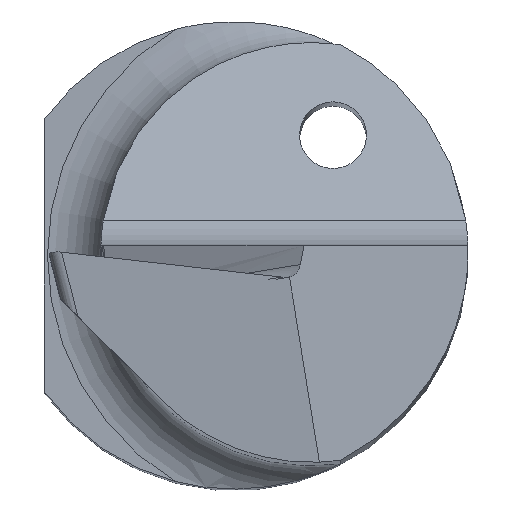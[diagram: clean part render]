
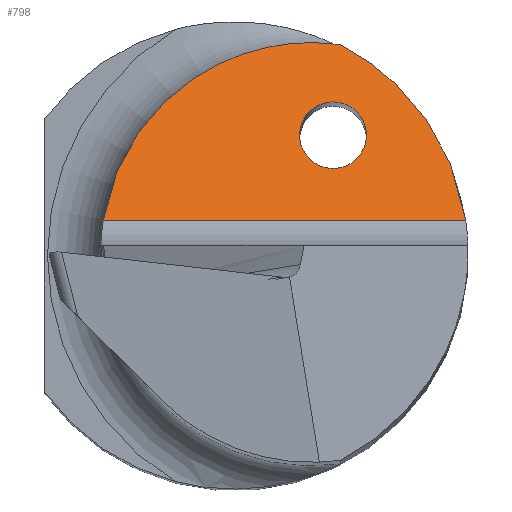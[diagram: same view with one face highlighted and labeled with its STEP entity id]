
A CAD part, top view. The second image highlights one B-rep face of the part: STEP entity #798.
In plain terms, the highlighted planar face has unit normal (0, 0.766, 0.643).
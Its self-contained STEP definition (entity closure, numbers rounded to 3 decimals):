
#14 = CARTESIAN_POINT ( 'NONE',  ( 0.478, 1.262, 38.213 ) ) ;
#19 = CARTESIAN_POINT ( 'NONE',  ( -1.964, 0.474, 39.152 ) ) ;
#26 = CARTESIAN_POINT ( 'NONE',  ( 2.478, 2.262, 37.021 ) ) ;
#28 = EDGE_LOOP ( 'NONE', ( #256 ) ) ;
#30 = CARTESIAN_POINT ( 'NONE',  ( 2.478, 1.262, 38.213 ) ) ;
#46 = EDGE_CURVE ( 'NONE', #743, #100, #559, .T. ) ;
#75 = CARTESIAN_POINT ( 'NONE',  ( -1.689, 2.281, 36.998 ) ) ;
#79 = CARTESIAN_POINT ( 'NONE',  ( 1.587, 3.12, 35.999 ) ) ;
#82 = CARTESIAN_POINT ( 'NONE',  ( 3.5, 0.474, 39.152 ) ) ;
#98 = DIRECTION ( 'NONE',  ( 0., 0.643, -0.766 ) ) ;
#100 = VERTEX_POINT ( 'NONE', #208 ) ;
#194 = CARTESIAN_POINT ( 'NONE',  ( -1.964, 0.474, 39.152 ) ) ;
#208 = CARTESIAN_POINT ( 'NONE',  ( 1.587, 3.12, 35.999 ) ) ;
#221 = VECTOR ( 'NONE', #302, 1000. ) ;
#256 = ORIENTED_EDGE ( 'NONE', *, *, #818, .T. ) ;
#262 = CARTESIAN_POINT ( 'NONE',  ( 3.309, 1.634, 37.769 ) ) ;
#289 = CARTESIAN_POINT ( 'NONE',  ( 0.478, 2.262, 37.021 ) ) ;
#294 = LINE ( 'NONE', #777, #221 ) ;
#302 = DIRECTION ( 'NONE',  ( -1., 0., 0. ) ) ;
#304 = ORIENTED_EDGE ( 'NONE', *, *, #46, .T. ) ;
#327 = CARTESIAN_POINT ( 'NONE',  ( 1.478, 2.262, 37.021 ) ) ;
#334 = CARTESIAN_POINT ( 'NONE',  ( 1.587, 3.12, 35.999 ) ) ;
#361 = CARTESIAN_POINT ( 'NONE',  ( 1.478, 2.262, 37.021 ) ) ;
#369 = EDGE_LOOP ( 'NONE', ( #525, #304, #519 ) ) ;
#374 = CARTESIAN_POINT ( 'NONE',  ( 3.468, 0.474, 39.152 ) ) ;
#389 =( BOUNDED_CURVE ( )  B_SPLINE_CURVE ( 3, ( #361, #26, #30, #566, #14, #289, #817 ),
 .UNSPECIFIED., .T., .T. ) 
 B_SPLINE_CURVE_WITH_KNOTS ( ( 4, 3, 4 ),
 ( 0., 3.142, 6.283 ),
 .UNSPECIFIED. ) 
 CURVE ( )  GEOMETRIC_REPRESENTATION_ITEM ( )  RATIONAL_B_SPLINE_CURVE ( ( 1., 0.333, 0.333, 1., 0.333, 0.333, 1. ) ) 
 REPRESENTATION_ITEM ( '' )  );
#408 = CARTESIAN_POINT ( 'NONE',  ( -0.223, 3.373, 35.697 ) ) ;
#412 =( BOUNDED_CURVE ( )  B_SPLINE_CURVE ( 3, ( #194, #75, #408, #79 ),
 .UNSPECIFIED., .F., .F. ) 
 B_SPLINE_CURVE_WITH_KNOTS ( ( 4, 4 ),
 ( 4.864, 6.422 ),
 .UNSPECIFIED. ) 
 CURVE ( )  GEOMETRIC_REPRESENTATION_ITEM ( )  RATIONAL_B_SPLINE_CURVE ( ( 1., 0.808, 0.808, 1. ) ) 
 REPRESENTATION_ITEM ( '' )  );
#424 = DIRECTION ( 'NONE',  ( 0., -0.766, -0.643 ) ) ;
#519 = ORIENTED_EDGE ( 'NONE', *, *, #522, .F. ) ;
#522 = EDGE_CURVE ( 'NONE', #719, #100, #412, .T. ) ;
#525 = ORIENTED_EDGE ( 'NONE', *, *, #700, .F. ) ;
#559 =( BOUNDED_CURVE ( )  B_SPLINE_CURVE ( 3, ( #861, #262, #800, #334 ),
 .UNSPECIFIED., .F., .F. ) 
 B_SPLINE_CURVE_WITH_KNOTS ( ( 4, 4 ),
 ( 4.848, 5.813 ),
 .UNSPECIFIED. ) 
 CURVE ( )  GEOMETRIC_REPRESENTATION_ITEM ( )  RATIONAL_B_SPLINE_CURVE ( ( 1., 0.924, 0.924, 1. ) ) 
 REPRESENTATION_ITEM ( '' )  );
#566 = CARTESIAN_POINT ( 'NONE',  ( 1.478, 1.262, 38.213 ) ) ;
#579 = VERTEX_POINT ( 'NONE', #327 ) ;
#630 = FACE_BOUND ( 'NONE', #28, .T. ) ;
#698 = FACE_OUTER_BOUND ( 'NONE', #369, .T. ) ;
#700 = EDGE_CURVE ( 'NONE', #743, #719, #294, .T. ) ;
#719 = VERTEX_POINT ( 'NONE', #19 ) ;
#743 = VERTEX_POINT ( 'NONE', #374 ) ;
#777 = CARTESIAN_POINT ( 'NONE',  ( 3.5, 0.474, 39.152 ) ) ;
#798 = ADVANCED_FACE ( 'NONE', ( #630, #698 ), #831, .F. ) ;
#800 = CARTESIAN_POINT ( 'NONE',  ( 2.631, 2.589, 36.632 ) ) ;
#817 = CARTESIAN_POINT ( 'NONE',  ( 1.478, 2.262, 37.021 ) ) ;
#818 = EDGE_CURVE ( 'NONE', #579, #579, #389, .T. ) ;
#825 = AXIS2_PLACEMENT_3D ( 'NONE', #82, #424, #98 ) ;
#831 = PLANE ( 'NONE',  #825 ) ;
#861 = CARTESIAN_POINT ( 'NONE',  ( 3.468, 0.474, 39.152 ) ) ;
